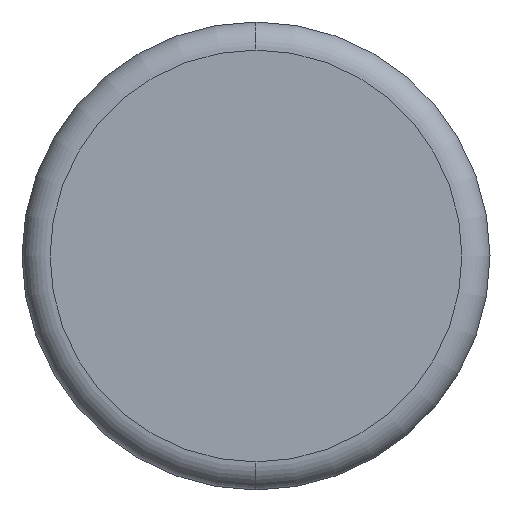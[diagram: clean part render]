
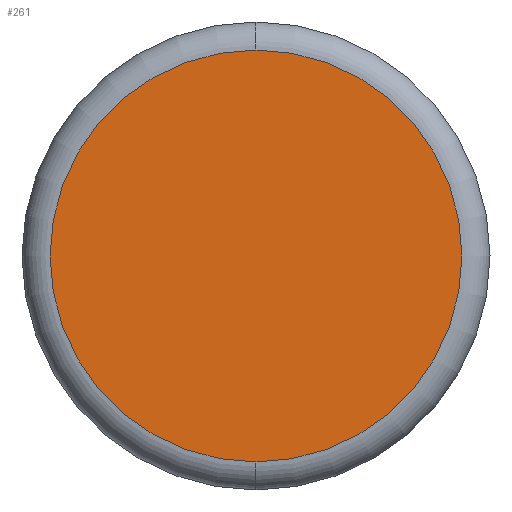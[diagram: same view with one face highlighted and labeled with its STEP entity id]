
A CAD part, front view. The second image highlights one B-rep face of the part: STEP entity #261.
In plain terms, the highlighted planar face has unit normal (0, -1, 0).
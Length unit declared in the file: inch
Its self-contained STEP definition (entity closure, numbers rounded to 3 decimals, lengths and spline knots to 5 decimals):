
#37 = CARTESIAN_POINT ( 'NONE',  ( 0., 0., 0.22 ) ) ;
#46 = DIRECTION ( 'NONE',  ( 0., 0., -1. ) ) ;
#55 = EDGE_CURVE ( 'NONE', #202, #401, #458, .T. ) ;
#64 = CIRCLE ( 'NONE', #496, 0.22 ) ;
#71 = ORIENTED_EDGE ( 'NONE', *, *, #158, .T. ) ;
#83 = EDGE_LOOP ( 'NONE', ( #71, #412 ) ) ;
#98 = DIRECTION ( 'NONE',  ( 0., -1., 0. ) ) ;
#105 = AXIS2_PLACEMENT_3D ( 'NONE', #145, #98, #378 ) ;
#108 = AXIS2_PLACEMENT_3D ( 'NONE', #422, #374, #46 ) ;
#145 = CARTESIAN_POINT ( 'NONE',  ( 0., 0., 0. ) ) ;
#148 = CARTESIAN_POINT ( 'NONE',  ( 0., 0., 0. ) ) ;
#158 = EDGE_CURVE ( 'NONE', #401, #202, #64, .T. ) ;
#202 = VERTEX_POINT ( 'NONE', #37 ) ;
#254 = CARTESIAN_POINT ( 'NONE',  ( 0., 0., -0.22 ) ) ;
#261 = ADVANCED_FACE ( 'NONE', ( #497 ), #438, .T. ) ;
#307 = DIRECTION ( 'NONE',  ( 0., -1., 0. ) ) ;
#374 = DIRECTION ( 'NONE',  ( 0., -1., 0. ) ) ;
#378 = DIRECTION ( 'NONE',  ( 0., 0., -1. ) ) ;
#401 = VERTEX_POINT ( 'NONE', #254 ) ;
#412 = ORIENTED_EDGE ( 'NONE', *, *, #55, .T. ) ;
#422 = CARTESIAN_POINT ( 'NONE',  ( 0., 0., 0. ) ) ;
#438 = PLANE ( 'NONE',  #108 ) ;
#458 = CIRCLE ( 'NONE', #105, 0.22 ) ;
#473 = DIRECTION ( 'NONE',  ( 0., 0., -1. ) ) ;
#496 = AXIS2_PLACEMENT_3D ( 'NONE', #148, #307, #473 ) ;
#497 = FACE_OUTER_BOUND ( 'NONE', #83, .T. ) ;
